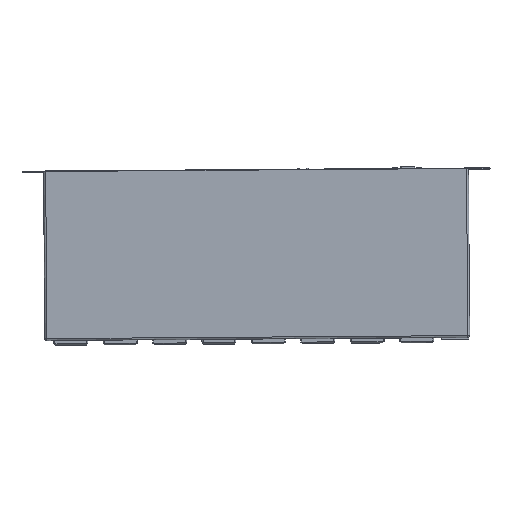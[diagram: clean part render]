
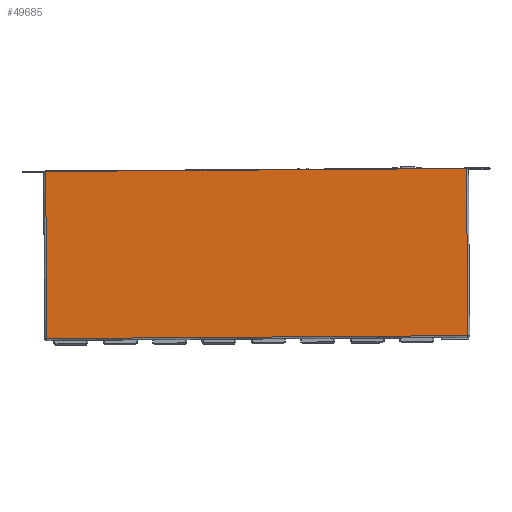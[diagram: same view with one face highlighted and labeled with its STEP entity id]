
A CAD part, front view. The second image highlights one B-rep face of the part: STEP entity #49685.
In plain terms, the highlighted planar face has unit normal (0.005, -1, -0.001).
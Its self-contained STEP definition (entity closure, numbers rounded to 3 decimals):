
#5599=FACE_OUTER_BOUND('',#8690,.T.);
#8690=EDGE_LOOP('',(#35289,#35290,#35291,#35292));
#12268=LINE('',#70316,#16926);
#12371=LINE('',#70927,#17029);
#12380=LINE('',#70996,#17038);
#12381=LINE('',#70997,#17039);
#16926=VECTOR('',#58097,1000.);
#17029=VECTOR('',#58662,1000.);
#17038=VECTOR('',#58683,1000.);
#17039=VECTOR('',#58684,1000.);
#21347=VERTEX_POINT('',#70314);
#21348=VERTEX_POINT('',#70315);
#21479=VERTEX_POINT('',#70926);
#21491=VERTEX_POINT('',#70995);
#26428=EDGE_CURVE('',#21347,#21348,#12268,.T.);
#26663=EDGE_CURVE('',#21479,#21347,#12371,.T.);
#26677=EDGE_CURVE('',#21348,#21491,#12380,.T.);
#26678=EDGE_CURVE('',#21491,#21479,#12381,.T.);
#35289=ORIENTED_EDGE('',*,*,#26677,.T.);
#35290=ORIENTED_EDGE('',*,*,#26678,.T.);
#35291=ORIENTED_EDGE('',*,*,#26663,.T.);
#35292=ORIENTED_EDGE('',*,*,#26428,.T.);
#47956=PLANE('',#53172);
#49685=ADVANCED_FACE('',(#5599),#47956,.T.);
#53172=AXIS2_PLACEMENT_3D('',#70994,#58681,#58682);
#58097=DIRECTION('',(1.,0.005,0.007));
#58662=DIRECTION('',(0.007,0.001,-1.));
#58681=DIRECTION('center_axis',(0.005,-1.,
-0.001));
#58682=DIRECTION('ref_axis',(0.,0.001,
-1.));
#58683=DIRECTION('',(-0.007,-0.001,1.));
#58684=DIRECTION('',(-1.,-0.005,-0.007));
#70314=CARTESIAN_POINT('',(-212.152,-45.061,-90.399));
#70315=CARTESIAN_POINT('',(222.331,-42.971,-87.29));
#70316=CARTESIAN_POINT('',(224.331,-42.961,-87.276));
#70926=CARTESIAN_POINT('',(-213.386,-45.25,82.097));
#70927=CARTESIAN_POINT('',(-213.175,-45.218,52.597));
#70994=CARTESIAN_POINT('Origin',(223.095,-43.151,85.719));
#70995=CARTESIAN_POINT('',(221.098,-43.16,85.205));
#70996=CARTESIAN_POINT('',(221.095,-43.161,85.705));
#70997=CARTESIAN_POINT('',(223.098,-43.15,85.219));
